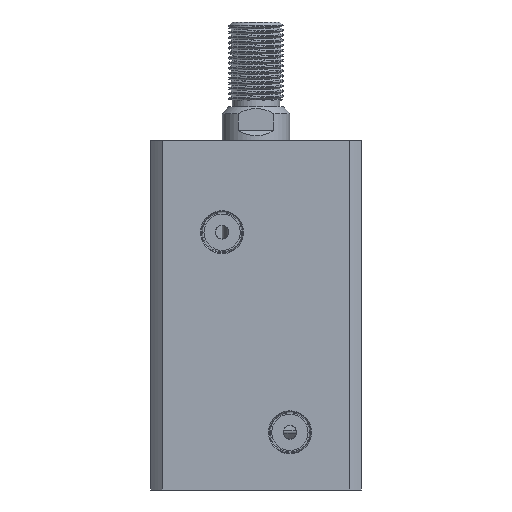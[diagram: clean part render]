
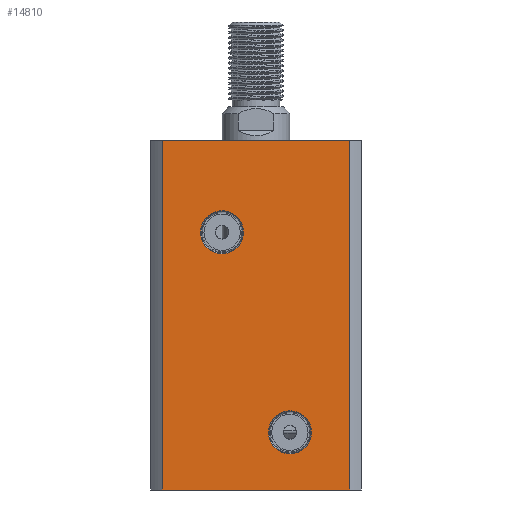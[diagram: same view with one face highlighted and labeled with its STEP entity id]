
A CAD part, left-side view. The second image highlights one B-rep face of the part: STEP entity #14810.
In plain terms, the highlighted planar face has unit normal (-1, 0, 0).
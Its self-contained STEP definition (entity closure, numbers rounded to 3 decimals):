
#180 = EDGE_CURVE ( 'NONE', #10999, #21320, #16434, .T. ) ;
#955 = EDGE_CURVE ( 'NONE', #11295, #14107, #9334, .T. ) ;
#1310 = ORIENTED_EDGE ( 'NONE', *, *, #180, .T. ) ;
#2128 = DIRECTION ( 'NONE',  ( 0., 0., 1. ) ) ;
#3246 = FACE_BOUND ( 'NONE', #22684, .T. ) ;
#3349 = AXIS2_PLACEMENT_3D ( 'NONE', #15919, #19665, #2128 ) ;
#4419 = LINE ( 'NONE', #7956, #13976 ) ;
#4805 = EDGE_CURVE ( 'NONE', #15861, #22378, #14322, .T. ) ;
#5511 = EDGE_CURVE ( 'NONE', #22378, #21320, #7507, .T. ) ;
#6057 = DIRECTION ( 'NONE',  ( -1., 0., 0. ) ) ;
#6602 = EDGE_CURVE ( 'NONE', #14107, #11295, #18292, .T. ) ;
#6673 = CARTESIAN_POINT ( 'NONE',  ( -31., 27.591, 51.5 ) ) ;
#7196 = DIRECTION ( 'NONE',  ( 0., 0., 1. ) ) ;
#7507 = LINE ( 'NONE', #14304, #14902 ) ;
#7956 = CARTESIAN_POINT ( 'NONE',  ( -31., 27.591, 51.5 ) ) ;
#7968 = CARTESIAN_POINT ( 'NONE',  ( -31., 27.591, 51.5 ) ) ;
#8637 = DIRECTION ( 'NONE',  ( 0., -1., 0. ) ) ;
#9298 = AXIS2_PLACEMENT_3D ( 'NONE', #11072, #16908, #10819 ) ;
#9334 = CIRCLE ( 'NONE', #13785, 6.335 ) ;
#9738 = CARTESIAN_POINT ( 'NONE',  ( -31., 10., 30.835 ) ) ;
#10035 = DIRECTION ( 'NONE',  ( 0., 0., -1. ) ) ;
#10609 = CARTESIAN_POINT ( 'NONE',  ( -31., 27.591, -51.5 ) ) ;
#10698 = EDGE_LOOP ( 'NONE', ( #19147, #18610 ) ) ;
#10819 = DIRECTION ( 'NONE',  ( 0., 0., 1. ) ) ;
#10999 = VERTEX_POINT ( 'NONE', #24962 ) ;
#11072 = CARTESIAN_POINT ( 'NONE',  ( -31., -10., -34.5 ) ) ;
#11295 = VERTEX_POINT ( 'NONE', #21448 ) ;
#12278 = CARTESIAN_POINT ( 'NONE',  ( -31., -27.591, -51.5 ) ) ;
#12643 = DIRECTION ( 'NONE',  ( 0., 1., 0. ) ) ;
#13078 = FACE_OUTER_BOUND ( 'NONE', #21096, .T. ) ;
#13785 = AXIS2_PLACEMENT_3D ( 'NONE', #22827, #22577, #7196 ) ;
#13976 = VECTOR ( 'NONE', #10035, 1000. ) ;
#14107 = VERTEX_POINT ( 'NONE', #18628 ) ;
#14304 = CARTESIAN_POINT ( 'NONE',  ( -31., -27.591, 51.5 ) ) ;
#14322 = LINE ( 'NONE', #7968, #17378 ) ;
#14810 = ADVANCED_FACE ( 'NONE', ( #3246, #15504, #13078 ), #20045, .F. ) ;
#14902 = VECTOR ( 'NONE', #20358, 1000. ) ;
#15504 = FACE_BOUND ( 'NONE', #10698, .T. ) ;
#15861 = VERTEX_POINT ( 'NONE', #17872 ) ;
#15919 = CARTESIAN_POINT ( 'NONE',  ( -31., 10., 24.5 ) ) ;
#16120 = VECTOR ( 'NONE', #8637, 1000. ) ;
#16434 = LINE ( 'NONE', #10609, #16120 ) ;
#16908 = DIRECTION ( 'NONE',  ( -1., 0., 0. ) ) ;
#17038 = VERTEX_POINT ( 'NONE', #24907 ) ;
#17102 = ORIENTED_EDGE ( 'NONE', *, *, #4805, .F. ) ;
#17378 = VECTOR ( 'NONE', #21695, 1000. ) ;
#17646 = ORIENTED_EDGE ( 'NONE', *, *, #5511, .F. ) ;
#17837 = CARTESIAN_POINT ( 'NONE',  ( -31., 10., 24.5 ) ) ;
#17872 = CARTESIAN_POINT ( 'NONE',  ( -31., 27.591, 51.5 ) ) ;
#18092 = AXIS2_PLACEMENT_3D ( 'NONE', #6673, #24078, #12643 ) ;
#18292 = CIRCLE ( 'NONE', #9298, 6.335 ) ;
#18610 = ORIENTED_EDGE ( 'NONE', *, *, #955, .F. ) ;
#18624 = EDGE_CURVE ( 'NONE', #15861, #10999, #4419, .T. ) ;
#18628 = CARTESIAN_POINT ( 'NONE',  ( -31., -10., -28.165 ) ) ;
#18864 = CIRCLE ( 'NONE', #22823, 6.335 ) ;
#18976 = CARTESIAN_POINT ( 'NONE',  ( -31., -27.591, 51.5 ) ) ;
#19147 = ORIENTED_EDGE ( 'NONE', *, *, #6602, .F. ) ;
#19665 = DIRECTION ( 'NONE',  ( -1., 0., 0. ) ) ;
#19774 = DIRECTION ( 'NONE',  ( 0., 0., 1. ) ) ;
#20045 = PLANE ( 'NONE',  #18092 ) ;
#20358 = DIRECTION ( 'NONE',  ( 0., 0., -1. ) ) ;
#21066 = ORIENTED_EDGE ( 'NONE', *, *, #21596, .F. ) ;
#21096 = EDGE_LOOP ( 'NONE', ( #1310, #17646, #17102, #24269 ) ) ;
#21169 = ORIENTED_EDGE ( 'NONE', *, *, #25018, .F. ) ;
#21320 = VERTEX_POINT ( 'NONE', #12278 ) ;
#21448 = CARTESIAN_POINT ( 'NONE',  ( -31., -10., -40.835 ) ) ;
#21512 = VERTEX_POINT ( 'NONE', #9738 ) ;
#21596 = EDGE_CURVE ( 'NONE', #17038, #21512, #25105, .T. ) ;
#21695 = DIRECTION ( 'NONE',  ( 0., -1., 0. ) ) ;
#22378 = VERTEX_POINT ( 'NONE', #18976 ) ;
#22577 = DIRECTION ( 'NONE',  ( -1., 0., 0. ) ) ;
#22684 = EDGE_LOOP ( 'NONE', ( #21169, #21066 ) ) ;
#22823 = AXIS2_PLACEMENT_3D ( 'NONE', #17837, #6057, #19774 ) ;
#22827 = CARTESIAN_POINT ( 'NONE',  ( -31., -10., -34.5 ) ) ;
#24078 = DIRECTION ( 'NONE',  ( 1., 0., 0. ) ) ;
#24269 = ORIENTED_EDGE ( 'NONE', *, *, #18624, .T. ) ;
#24907 = CARTESIAN_POINT ( 'NONE',  ( -31., 10., 18.165 ) ) ;
#24962 = CARTESIAN_POINT ( 'NONE',  ( -31., 27.591, -51.5 ) ) ;
#25018 = EDGE_CURVE ( 'NONE', #21512, #17038, #18864, .T. ) ;
#25105 = CIRCLE ( 'NONE', #3349, 6.335 ) ;
